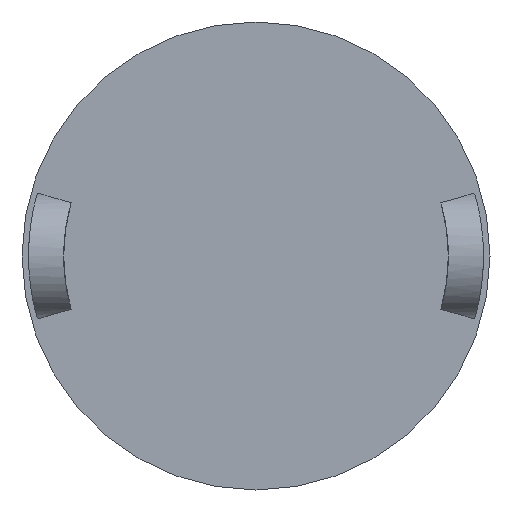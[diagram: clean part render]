
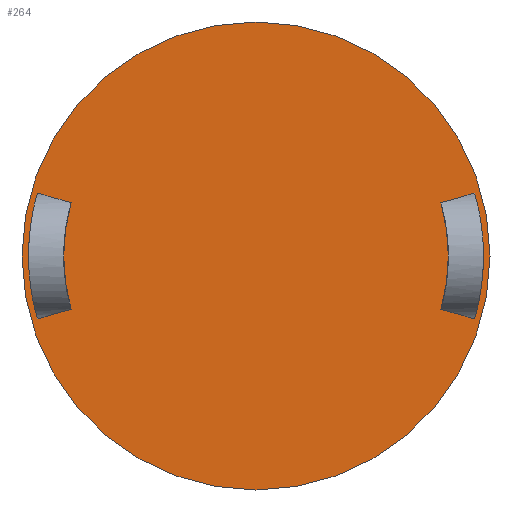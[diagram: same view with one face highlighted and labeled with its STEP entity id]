
A CAD part, front view. The second image highlights one B-rep face of the part: STEP entity #264.
In plain terms, the highlighted planar face has unit normal (0, -1, 0).
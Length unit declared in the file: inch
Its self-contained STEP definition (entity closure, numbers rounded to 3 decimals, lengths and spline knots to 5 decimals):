
#13=CIRCLE($,#276,0.1555);
#14=CIRCLE($,#278,0.1315);
#15=CIRCLE($,#284,0.1315);
#16=CIRCLE($,#286,0.1555);
#18=CIRCLE($,#290,0.16);
#28=FACE_BOUND($,#94,.T.);
#29=FACE_BOUND($,#95,.T.);
#30=FACE_BOUND($,#96,.T.);
#32=LINE($,#452,#44);
#38=LINE($,#537,#50);
#40=LINE($,#613,#52);
#42=LINE($,#621,#54);
#44=VECTOR($,#310,0.024);
#50=VECTOR($,#326,0.024);
#52=VECTOR($,#334,0.024);
#54=VECTOR($,#346,0.024);
#60=PLANE($,#292);
#94=EDGE_LOOP($,(#232,#233,#234,#235));
#95=EDGE_LOOP($,(#236,#237,#238,#239));
#96=EDGE_LOOP($,(#240));
#125=VERTEX_POINT($,#449);
#126=VERTEX_POINT($,#451);
#128=VERTEX_POINT($,#490);
#130=VERTEX_POINT($,#529);
#131=VERTEX_POINT($,#531);
#132=VERTEX_POINT($,#535);
#135=VERTEX_POINT($,#611);
#136=VERTEX_POINT($,#617);
#138=VERTEX_POINT($,#625);
#152=EDGE_CURVE($,#126,#125,#32,.T.);
#156=EDGE_CURVE($,#125,#128,#13,.T.);
#159=EDGE_CURVE($,#131,#130,#14,.T.);
#162=EDGE_CURVE($,#130,#132,#38,.T.);
#166=EDGE_CURVE($,#128,#135,#40,.T.);
#167=EDGE_CURVE($,#135,#126,#15,.T.);
#169=EDGE_CURVE($,#132,#136,#16,.T.);
#170=EDGE_CURVE($,#136,#131,#42,.T.);
#172=EDGE_CURVE($,#138,#138,#18,.T.);
#232=ORIENTED_EDGE($,*,*,#166,.T.);
#233=ORIENTED_EDGE($,*,*,#167,.T.);
#234=ORIENTED_EDGE($,*,*,#152,.T.);
#235=ORIENTED_EDGE($,*,*,#156,.T.);
#236=ORIENTED_EDGE($,*,*,#162,.T.);
#237=ORIENTED_EDGE($,*,*,#169,.T.);
#238=ORIENTED_EDGE($,*,*,#170,.T.);
#239=ORIENTED_EDGE($,*,*,#159,.T.);
#240=ORIENTED_EDGE($,*,*,#172,.T.);
#264=ADVANCED_FACE($,(#28,#29,#30),#60,.T.);
#276=AXIS2_PLACEMENT_3D($,#492,#315,#316);
#278=AXIS2_PLACEMENT_3D($,#532,#320,#321);
#284=AXIS2_PLACEMENT_3D($,#615,#337,#338);
#286=AXIS2_PLACEMENT_3D($,#619,#342,#343);
#290=AXIS2_PLACEMENT_3D($,#626,#351,#352);
#292=AXIS2_PLACEMENT_3D($,#628,#355,#356);
#310=DIRECTION($,(-0.961,0.,-0.277));
#315=DIRECTION('center_axis',(0.,1.,0.));
#316=DIRECTION('ref_axis',(-0.961,0.,-0.277));
#320=DIRECTION('center_axis',(0.,-1.,0.));
#321=DIRECTION('ref_axis',(-0.961,0.,-0.277));
#326=DIRECTION($,(0.961,0.,0.277));
#334=DIRECTION($,(0.961,0.,-0.277));
#337=DIRECTION('center_axis',(0.,-1.,0.));
#338=DIRECTION('ref_axis',(0.961,0.,0.277));
#342=DIRECTION('center_axis',(0.,1.,0.));
#343=DIRECTION('ref_axis',(0.961,0.,0.277));
#346=DIRECTION($,(-0.961,0.,0.277));
#351=DIRECTION('center_axis',(0.,-1.,0.));
#352=DIRECTION('ref_axis',(1.,0.,0.));
#355=DIRECTION('center_axis',(0.,-1.,0.));
#356=DIRECTION('ref_axis',(0.,0.,-1.));
#449=CARTESIAN_POINT('',(-0.14944,0.,-0.043));
#451=CARTESIAN_POINT('',(-0.12637,0.,-0.03636));
#452=CARTESIAN_POINT($,(-0.06319,0.,-0.01818));
#490=CARTESIAN_POINT('',(-0.14944,0.,0.043));
#492=CARTESIAN_POINT('Origin',(0.,0.,0.));
#529=CARTESIAN_POINT('',(0.12637,0.,0.03636));
#531=CARTESIAN_POINT('',(0.12637,0.,-0.03636));
#532=CARTESIAN_POINT('Origin',(0.,0.,0.));
#535=CARTESIAN_POINT('',(0.14944,0.,0.043));
#537=CARTESIAN_POINT($,(0.06319,0.,0.01818));
#611=CARTESIAN_POINT('',(-0.12637,0.,0.03636));
#613=CARTESIAN_POINT($,(-0.07472,0.,0.0215));
#615=CARTESIAN_POINT('Origin',(0.,0.,0.));
#617=CARTESIAN_POINT('',(0.14944,0.,-0.043));
#619=CARTESIAN_POINT('Origin',(0.,0.,0.));
#621=CARTESIAN_POINT($,(0.07472,0.,-0.0215));
#625=CARTESIAN_POINT('',(-0.16,0.,0.));
#626=CARTESIAN_POINT('Origin',(0.,0.,0.));
#628=CARTESIAN_POINT('Origin',(0.,0.,0.));
